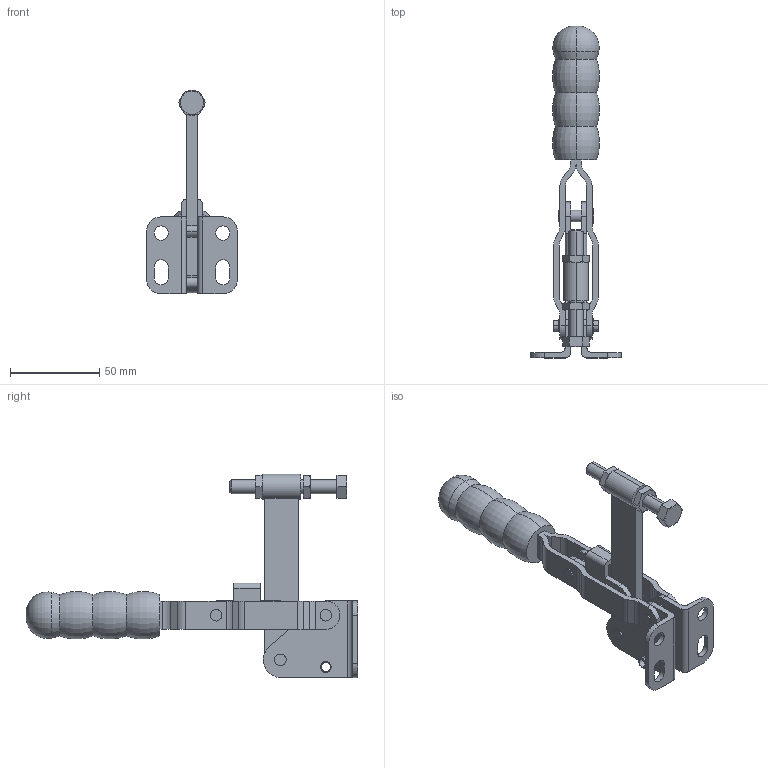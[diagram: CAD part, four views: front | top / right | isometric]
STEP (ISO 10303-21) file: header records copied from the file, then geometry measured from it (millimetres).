
FILE_DESCRIPTION( ( '' ), '1' );
FILE_NAME( 'K0060.0300GESCHLOSSEN.stp', '2012-10-29T14:30:48', ( '' ), ( '' ), ' ', ' ', ' ' );
FILE_SCHEMA( ( 'CONFIG_CONTROL_DESIGN' ) );
Length unit declared in the file: millimetre
Products named in the file (8): 1; 2; 3; 4; 5; 6; 7; 8
Bounding box: 51 x 186 x 114 mm (x, y, z)
Volume: 85253.1 mm3; surface area: 41175.1 mm2
Topology: 8 solids, 8 shells, 277 faces, 695 edges, 448 vertices
Faces by surface type: cylinder 114, plane 109, cone 44, torus 10
Entity records: 8709 total; most frequent: CARTESIAN_POINT 1548, DIRECTION 1509, ORIENTED_EDGE 1390, EDGE_CURVE 695, AXIS2_PLACEMENT_3D 589, VERTEX_POINT 448, LINE 331, VECTOR 331
